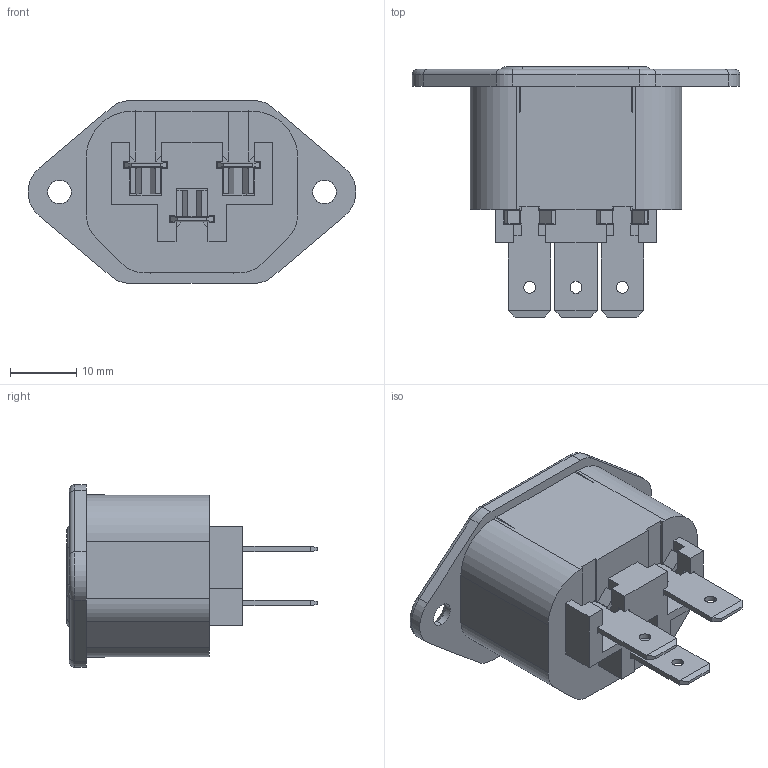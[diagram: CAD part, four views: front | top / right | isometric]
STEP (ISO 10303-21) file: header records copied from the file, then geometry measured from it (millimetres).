
FILE_DESCRIPTION (( 'STEP AP214' ), '1' );
FILE_NAME ('ACM-2F-GQ6U-LC_3D.step', '2023-11-15T17:20:00', ( '' ), ( '' ), 'SwSTEP 2.0', 'SolidWorks 2022', '' );
FILE_SCHEMA (( 'AUTOMOTIVE_DESIGN' ));
Length unit declared in the file: millimetre
Products named in the file (1): ACM-2F-GQ6U-LC_3D
Bounding box: 49.5 x 37.79 x 27.56 mm (x, y, z)
Volume: 9409.4 mm3; surface area: 11336.4 mm2
Topology: 1 solids, 1 shells, 454 faces, 1297 edges, 837 vertices
Faces by surface type: plane 342, cylinder 90, torus 18, cone 4
Entity records: 14803 total; most frequent: CARTESIAN_POINT 2745, ORIENTED_EDGE 2594, DIRECTION 2397, EDGE_CURVE 1297, VECTOR 1087, LINE 1087, VERTEX_POINT 837, AXIS2_PLACEMENT_3D 655
